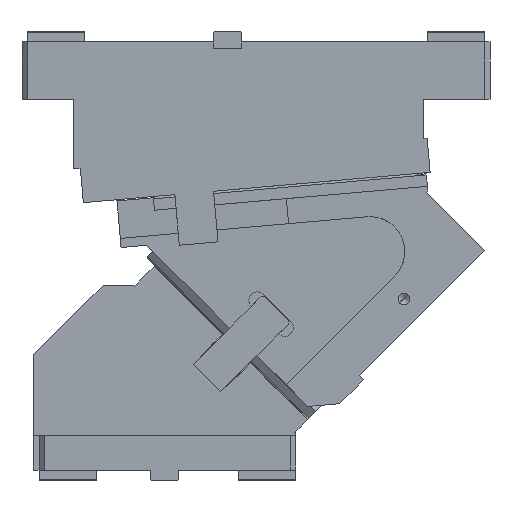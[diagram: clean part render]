
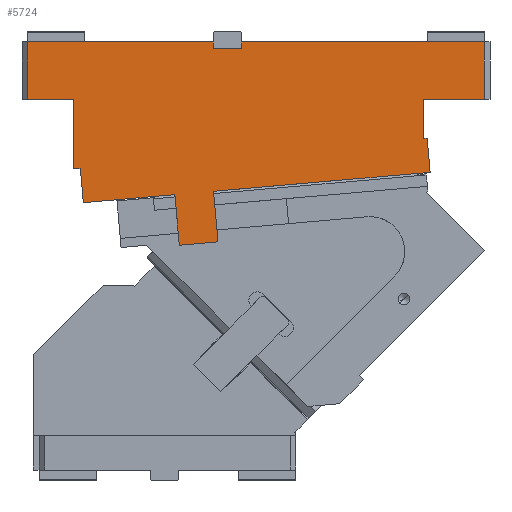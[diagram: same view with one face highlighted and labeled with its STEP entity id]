
A CAD part, front view. The second image highlights one B-rep face of the part: STEP entity #5724.
In plain terms, the highlighted planar face has unit normal (0, -1, 0).
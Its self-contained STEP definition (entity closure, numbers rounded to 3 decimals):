
#115=CARTESIAN_POINT('Vertex',(53.745,-175.,-140.766)) ;
#118=CARTESIAN_POINT('Line Origine',(52.438,-175.,-125.823)) ;
#122=CARTESIAN_POINT('Vertex',(51.131,-175.,-110.88)) ;
#634=CARTESIAN_POINT('Line Origine',(50.443,-175.,-110.94)) ;
#638=CARTESIAN_POINT('Vertex',(49.756,-175.,-111.)) ;
#716=CARTESIAN_POINT('Vertex',(357.585,-175.,-114.183)) ;
#719=CARTESIAN_POINT('Line Origine',(262.697,-175.,-122.485)) ;
#723=CARTESIAN_POINT('Vertex',(167.81,-175.,-130.786)) ;
#744=CARTESIAN_POINT('Vertex',(133.939,-175.,-133.75)) ;
#747=CARTESIAN_POINT('Line Origine',(117.751,-175.,-135.166)) ;
#751=CARTESIAN_POINT('Vertex',(101.563,-175.,-136.582)) ;
#754=CARTESIAN_POINT('Line Origine',(77.654,-175.,-138.674)) ;
#1393=CARTESIAN_POINT('Vertex',(5.,-175.,0.)) ;
#1396=CARTESIAN_POINT('Line Origine',(86.25,-175.,0.)) ;
#1400=CARTESIAN_POINT('Vertex',(167.5,-175.,0.)) ;
#1622=CARTESIAN_POINT('Vertex',(192.5,-175.,0.)) ;
#1625=CARTESIAN_POINT('Line Origine',(298.75,-175.,0.)) ;
#1629=CARTESIAN_POINT('Vertex',(405.,-175.,0.)) ;
#1893=CARTESIAN_POINT('Vertex',(405.,-175.,-50.)) ;
#1896=CARTESIAN_POINT('Line Origine',(378.5,-175.,-50.)) ;
#1900=CARTESIAN_POINT('Vertex',(352.,-175.,-50.)) ;
#1976=CARTESIAN_POINT('Line Origine',(352.,-175.,-67.279)) ;
#1980=CARTESIAN_POINT('Vertex',(352.,-175.,-84.557)) ;
#2439=CARTESIAN_POINT('Line Origine',(47.378,-175.,-111.)) ;
#2443=CARTESIAN_POINT('Vertex',(45.,-175.,-111.)) ;
#2463=CARTESIAN_POINT('Line Origine',(169.749,-175.,-152.952)) ;
#2467=CARTESIAN_POINT('Vertex',(171.688,-175.,-175.117)) ;
#2510=CARTESIAN_POINT('Line Origine',(154.753,-175.,-176.599)) ;
#2514=CARTESIAN_POINT('Vertex',(137.817,-175.,-178.08)) ;
#2560=CARTESIAN_POINT('Line Origine',(135.878,-175.,-155.915)) ;
#2609=CARTESIAN_POINT('Line Origine',(45.,-175.,-80.5)) ;
#2613=CARTESIAN_POINT('Vertex',(45.,-175.,-50.)) ;
#2642=CARTESIAN_POINT('Line Origine',(25.,-175.,-50.)) ;
#2646=CARTESIAN_POINT('Vertex',(5.,-175.,-50.)) ;
#2756=CARTESIAN_POINT('Line Origine',(5.,-175.,-25.)) ;
#2773=CARTESIAN_POINT('Line Origine',(167.5,-175.,-3.)) ;
#2777=CARTESIAN_POINT('Vertex',(167.5,-175.,-6.)) ;
#2804=CARTESIAN_POINT('Line Origine',(180.,-175.,-6.)) ;
#2808=CARTESIAN_POINT('Vertex',(192.5,-175.,-6.)) ;
#2840=CARTESIAN_POINT('Line Origine',(192.5,-175.,-3.)) ;
#2862=CARTESIAN_POINT('Line Origine',(405.,-175.,-25.)) ;
#2874=CARTESIAN_POINT('Line Origine',(353.485,-175.,-84.427)) ;
#2878=CARTESIAN_POINT('Vertex',(354.97,-175.,-84.297)) ;
#2899=CARTESIAN_POINT('Line Origine',(356.277,-175.,-99.24)) ;
#5695=CARTESIAN_POINT('Axis2P3D Location',(0.,-175.,0.)) ;
#119=DIRECTION('Vector Direction',(0.087,0.,-0.996)) ;
#635=DIRECTION('Vector Direction',(-0.996,0.,-0.087)) ;
#720=DIRECTION('Vector Direction',(-0.996,0.,-0.087)) ;
#748=DIRECTION('Vector Direction',(-0.996,0.,-0.087)) ;
#755=DIRECTION('Vector Direction',(0.996,0.,0.087)) ;
#1397=DIRECTION('Vector Direction',(1.,0.,0.)) ;
#1626=DIRECTION('Vector Direction',(1.,0.,0.)) ;
#1897=DIRECTION('Vector Direction',(-1.,0.,0.)) ;
#1977=DIRECTION('Vector Direction',(0.,0.,-1.)) ;
#2440=DIRECTION('Vector Direction',(-1.,0.,0.)) ;
#2464=DIRECTION('Vector Direction',(-0.087,0.,0.996)) ;
#2511=DIRECTION('Vector Direction',(0.996,0.,0.087)) ;
#2561=DIRECTION('Vector Direction',(-0.087,0.,0.996)) ;
#2610=DIRECTION('Vector Direction',(0.,0.,-1.)) ;
#2643=DIRECTION('Vector Direction',(1.,0.,0.)) ;
#2757=DIRECTION('Vector Direction',(0.,0.,-1.)) ;
#2774=DIRECTION('Vector Direction',(0.,0.,1.)) ;
#2805=DIRECTION('Vector Direction',(1.,0.,0.)) ;
#2841=DIRECTION('Vector Direction',(0.,0.,-1.)) ;
#2863=DIRECTION('Vector Direction',(0.,0.,1.)) ;
#2875=DIRECTION('Vector Direction',(0.996,0.,0.087)) ;
#2900=DIRECTION('Vector Direction',(0.087,0.,-0.996)) ;
#5696=DIRECTION('Axis2P3D Direction',(0.,1.,0.)) ;
#5697=DIRECTION('Axis2P3D XDirection',(0.,0.,1.)) ;
#5698=AXIS2_PLACEMENT_3D('Plane Axis2P3D',#5695,#5696,#5697) ;
#5701=ORIENTED_EDGE('',*,*,#725,.T.) ;
#5702=ORIENTED_EDGE('',*,*,#2903,.T.) ;
#5703=ORIENTED_EDGE('',*,*,#2880,.T.) ;
#5704=ORIENTED_EDGE('',*,*,#1982,.F.) ;
#5705=ORIENTED_EDGE('',*,*,#1902,.F.) ;
#5706=ORIENTED_EDGE('',*,*,#2866,.T.) ;
#5707=ORIENTED_EDGE('',*,*,#1631,.F.) ;
#5708=ORIENTED_EDGE('',*,*,#2844,.T.) ;
#5709=ORIENTED_EDGE('',*,*,#2810,.F.) ;
#5710=ORIENTED_EDGE('',*,*,#2779,.T.) ;
#5711=ORIENTED_EDGE('',*,*,#1402,.F.) ;
#5712=ORIENTED_EDGE('',*,*,#2760,.T.) ;
#5713=ORIENTED_EDGE('',*,*,#2648,.T.) ;
#5714=ORIENTED_EDGE('',*,*,#2615,.T.) ;
#5715=ORIENTED_EDGE('',*,*,#2445,.F.) ;
#5716=ORIENTED_EDGE('',*,*,#640,.F.) ;
#5717=ORIENTED_EDGE('',*,*,#124,.T.) ;
#5718=ORIENTED_EDGE('',*,*,#758,.T.) ;
#5719=ORIENTED_EDGE('',*,*,#753,.T.) ;
#5720=ORIENTED_EDGE('',*,*,#2564,.F.) ;
#5721=ORIENTED_EDGE('',*,*,#2516,.T.) ;
#5722=ORIENTED_EDGE('',*,*,#2469,.T.) ;
#120=VECTOR('Line Direction',#119,1.) ;
#636=VECTOR('Line Direction',#635,1.) ;
#721=VECTOR('Line Direction',#720,1.) ;
#749=VECTOR('Line Direction',#748,1.) ;
#756=VECTOR('Line Direction',#755,1.) ;
#1398=VECTOR('Line Direction',#1397,1.) ;
#1627=VECTOR('Line Direction',#1626,1.) ;
#1898=VECTOR('Line Direction',#1897,1.) ;
#1978=VECTOR('Line Direction',#1977,1.) ;
#2441=VECTOR('Line Direction',#2440,1.) ;
#2465=VECTOR('Line Direction',#2464,1.) ;
#2512=VECTOR('Line Direction',#2511,1.) ;
#2562=VECTOR('Line Direction',#2561,1.) ;
#2611=VECTOR('Line Direction',#2610,1.) ;
#2644=VECTOR('Line Direction',#2643,1.) ;
#2758=VECTOR('Line Direction',#2757,1.) ;
#2775=VECTOR('Line Direction',#2774,1.) ;
#2806=VECTOR('Line Direction',#2805,1.) ;
#2842=VECTOR('Line Direction',#2841,1.) ;
#2864=VECTOR('Line Direction',#2863,1.) ;
#2876=VECTOR('Line Direction',#2875,1.) ;
#2901=VECTOR('Line Direction',#2900,1.) ;
#5724=ADVANCED_FACE('CAM HOLDER',(#5723),#5699,.F.) ;
#124=EDGE_CURVE('',#123,#116,#121,.T.) ;
#640=EDGE_CURVE('',#123,#639,#637,.T.) ;
#725=EDGE_CURVE('',#724,#717,#722,.F.) ;
#753=EDGE_CURVE('',#752,#745,#750,.F.) ;
#758=EDGE_CURVE('',#116,#752,#757,.T.) ;
#1402=EDGE_CURVE('',#1394,#1401,#1399,.T.) ;
#1631=EDGE_CURVE('',#1623,#1630,#1628,.T.) ;
#1902=EDGE_CURVE('',#1894,#1901,#1899,.T.) ;
#1982=EDGE_CURVE('',#1901,#1981,#1979,.T.) ;
#2445=EDGE_CURVE('',#639,#2444,#2442,.T.) ;
#2469=EDGE_CURVE('',#2468,#724,#2466,.T.) ;
#2516=EDGE_CURVE('',#2515,#2468,#2513,.T.) ;
#2564=EDGE_CURVE('',#2515,#745,#2563,.T.) ;
#2615=EDGE_CURVE('',#2614,#2444,#2612,.T.) ;
#2648=EDGE_CURVE('',#2647,#2614,#2645,.T.) ;
#2760=EDGE_CURVE('',#1394,#2647,#2759,.T.) ;
#2779=EDGE_CURVE('',#2778,#1401,#2776,.T.) ;
#2810=EDGE_CURVE('',#2778,#2809,#2807,.T.) ;
#2844=EDGE_CURVE('',#1623,#2809,#2843,.T.) ;
#2866=EDGE_CURVE('',#1894,#1630,#2865,.T.) ;
#2880=EDGE_CURVE('',#2879,#1981,#2877,.F.) ;
#2903=EDGE_CURVE('',#717,#2879,#2902,.F.) ;
#5700=EDGE_LOOP('',(#5701,#5702,#5703,#5704,#5705,#5706,#5707,#5708,#5709,#5710,#5711,#5712,#5713,#5714,#5715,#5716,#5717,#5718,#5719,#5720,#5721,#5722)) ;
#5723=FACE_OUTER_BOUND('',#5700,.T.) ;
#121=LINE('Line',#118,#120) ;
#637=LINE('Line',#634,#636) ;
#722=LINE('Line',#719,#721) ;
#750=LINE('Line',#747,#749) ;
#757=LINE('Line',#754,#756) ;
#1399=LINE('Line',#1396,#1398) ;
#1628=LINE('Line',#1625,#1627) ;
#1899=LINE('Line',#1896,#1898) ;
#1979=LINE('Line',#1976,#1978) ;
#2442=LINE('Line',#2439,#2441) ;
#2466=LINE('Line',#2463,#2465) ;
#2513=LINE('Line',#2510,#2512) ;
#2563=LINE('Line',#2560,#2562) ;
#2612=LINE('Line',#2609,#2611) ;
#2645=LINE('Line',#2642,#2644) ;
#2759=LINE('Line',#2756,#2758) ;
#2776=LINE('Line',#2773,#2775) ;
#2807=LINE('Line',#2804,#2806) ;
#2843=LINE('Line',#2840,#2842) ;
#2865=LINE('Line',#2862,#2864) ;
#2877=LINE('Line',#2874,#2876) ;
#2902=LINE('Line',#2899,#2901) ;
#5699=PLANE('Plane',#5698) ;
#116=VERTEX_POINT('',#115) ;
#123=VERTEX_POINT('',#122) ;
#639=VERTEX_POINT('',#638) ;
#717=VERTEX_POINT('',#716) ;
#724=VERTEX_POINT('',#723) ;
#745=VERTEX_POINT('',#744) ;
#752=VERTEX_POINT('',#751) ;
#1394=VERTEX_POINT('',#1393) ;
#1401=VERTEX_POINT('',#1400) ;
#1623=VERTEX_POINT('',#1622) ;
#1630=VERTEX_POINT('',#1629) ;
#1894=VERTEX_POINT('',#1893) ;
#1901=VERTEX_POINT('',#1900) ;
#1981=VERTEX_POINT('',#1980) ;
#2444=VERTEX_POINT('',#2443) ;
#2468=VERTEX_POINT('',#2467) ;
#2515=VERTEX_POINT('',#2514) ;
#2614=VERTEX_POINT('',#2613) ;
#2647=VERTEX_POINT('',#2646) ;
#2778=VERTEX_POINT('',#2777) ;
#2809=VERTEX_POINT('',#2808) ;
#2879=VERTEX_POINT('',#2878) ;
